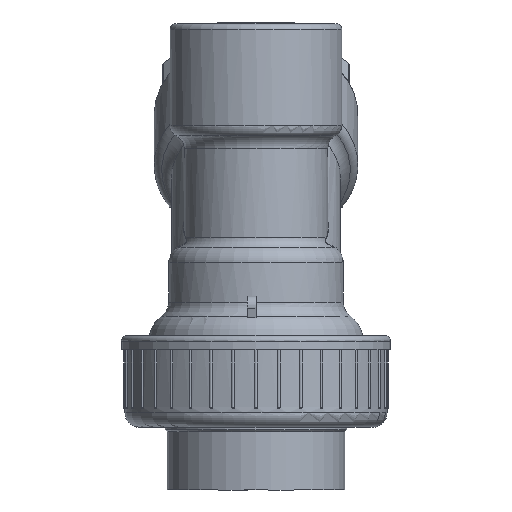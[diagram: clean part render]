
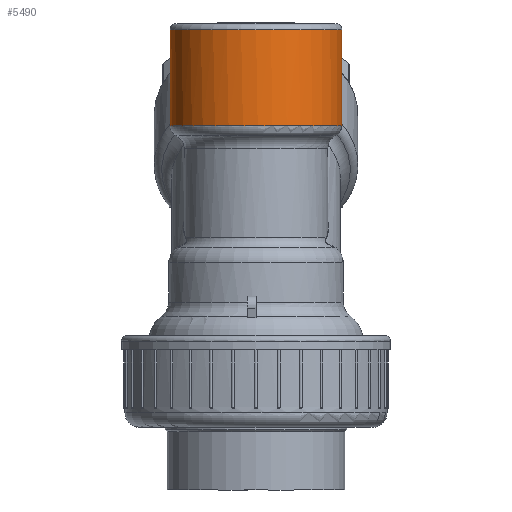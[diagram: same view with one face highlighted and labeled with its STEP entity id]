
A CAD part, front view. The second image highlights one B-rep face of the part: STEP entity #5490.
In plain terms, the highlighted cylindrical face has radius 30 mm (diameter 60 mm), a full revolution.
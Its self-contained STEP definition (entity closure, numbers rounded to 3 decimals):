
#78=ELLIPSE('',#7025,31.925,30.);
#254=B_SPLINE_CURVE_WITH_KNOTS('',3,(#16300,#16301,#16302,#16303,#16304,
#16305),.UNSPECIFIED.,.F.,.F.,(4,2,4),(0.,0.5,1.),.UNSPECIFIED.);
#255=B_SPLINE_CURVE_WITH_KNOTS('',3,(#16307,#16308,#16309,#16310,#16311,
#16312),.UNSPECIFIED.,.F.,.F.,(4,2,4),(0.,0.5,1.),.UNSPECIFIED.);
#256=B_SPLINE_CURVE_WITH_KNOTS('',3,(#16314,#16315,#16316,#16317,#16318,
#16319,#16320,#16321,#16322,#16323,#16324,#16325,#16326,#16327,#16328,#16329),
 .UNSPECIFIED.,.F.,.F.,(4,3,3,3,3,4),(0.,0.153,0.307,
0.458,0.688,1.),.UNSPECIFIED.);
#257=B_SPLINE_CURVE_WITH_KNOTS('',3,(#16331,#16332,#16333,#16334),
 .UNSPECIFIED.,.F.,.F.,(4,4),(0.,1.),.UNSPECIFIED.);
#258=B_SPLINE_CURVE_WITH_KNOTS('',3,(#16335,#16336,#16337,#16338),
 .UNSPECIFIED.,.F.,.F.,(4,4),(0.,1.),.UNSPECIFIED.);
#259=B_SPLINE_CURVE_WITH_KNOTS('',3,(#16340,#16341,#16342,#16343,#16344,
#16345,#16346,#16347,#16348,#16349,#16350,#16351,#16352,#16353,#16354,#16355),
 .UNSPECIFIED.,.F.,.F.,(4,3,3,3,3,4),(0.,0.312,0.526,
0.699,0.872,1.),.UNSPECIFIED.);
#260=B_SPLINE_CURVE_WITH_KNOTS('',3,(#16357,#16358,#16359,#16360,#16361,
#16362),.UNSPECIFIED.,.F.,.F.,(4,2,4),(0.,0.5,1.),.UNSPECIFIED.);
#261=B_SPLINE_CURVE_WITH_KNOTS('',3,(#16364,#16365,#16366,#16367,#16368,
#16369),.UNSPECIFIED.,.F.,.F.,(4,2,4),(0.,0.5,1.),.UNSPECIFIED.);
#844=LINE('',#16297,#1146);
#845=LINE('',#16371,#1147);
#1146=VECTOR('',#8533,1.);
#1147=VECTOR('',#8534,1.);
#1459=CYLINDRICAL_SURFACE('',#7026,30.);
#1837=EDGE_LOOP('',(#3292,#3293,#3294,#3295,#3296,#3297,#3298,#3299,#3300,
#3301,#3302,#3303));
#1838=EDGE_LOOP('',(#3304));
#3292=ORIENTED_EDGE('',*,*,#4512,.F.);
#3293=ORIENTED_EDGE('',*,*,#4513,.T.);
#3294=ORIENTED_EDGE('',*,*,#4514,.T.);
#3295=ORIENTED_EDGE('',*,*,#4515,.T.);
#3296=ORIENTED_EDGE('',*,*,#4516,.T.);
#3297=ORIENTED_EDGE('',*,*,#4472,.T.);
#3298=ORIENTED_EDGE('',*,*,#4517,.T.);
#3299=ORIENTED_EDGE('',*,*,#4518,.T.);
#3300=ORIENTED_EDGE('',*,*,#4519,.T.);
#3301=ORIENTED_EDGE('',*,*,#4520,.T.);
#3302=ORIENTED_EDGE('',*,*,#4521,.T.);
#3303=ORIENTED_EDGE('',*,*,#4522,.T.);
#3304=ORIENTED_EDGE('',*,*,#4510,.T.);
#4472=EDGE_CURVE('',#6343,#6344,#4989,.T.);
#4510=EDGE_CURVE('',#6371,#6371,#5004,.T.);
#4512=EDGE_CURVE('',#6373,#6374,#844,.T.);
#4513=EDGE_CURVE('',#6373,#6375,#254,.T.);
#4514=EDGE_CURVE('',#6375,#6376,#255,.T.);
#4515=EDGE_CURVE('',#6376,#6377,#256,.T.);
#4516=EDGE_CURVE('',#6377,#6343,#257,.T.);
#4517=EDGE_CURVE('',#6344,#6378,#258,.T.);
#4518=EDGE_CURVE('',#6378,#6379,#259,.T.);
#4519=EDGE_CURVE('',#6379,#6380,#260,.T.);
#4520=EDGE_CURVE('',#6380,#6381,#261,.T.);
#4521=EDGE_CURVE('',#6381,#6382,#845,.T.);
#4522=EDGE_CURVE('',#6382,#6374,#78,.T.);
#4989=CIRCLE('',#6990,30.);
#5004=CIRCLE('',#7021,30.);
#5490=ADVANCED_FACE('',(#5811,#5812),#1459,.T.);
#5811=FACE_BOUND('',#1837,.T.);
#5812=FACE_BOUND('',#1838,.T.);
#6343=VERTEX_POINT('',#14267);
#6344=VERTEX_POINT('',#14268);
#6371=VERTEX_POINT('',#16292);
#6373=VERTEX_POINT('',#16298);
#6374=VERTEX_POINT('',#16299);
#6375=VERTEX_POINT('',#16306);
#6376=VERTEX_POINT('',#16313);
#6377=VERTEX_POINT('',#16330);
#6378=VERTEX_POINT('',#16339);
#6379=VERTEX_POINT('',#16356);
#6380=VERTEX_POINT('',#16363);
#6381=VERTEX_POINT('',#16370);
#6382=VERTEX_POINT('',#16372);
#6990=AXIS2_PLACEMENT_3D('',#14266,#8459,#8460);
#7021=AXIS2_PLACEMENT_3D('',#16291,#8525,#8526);
#7025=AXIS2_PLACEMENT_3D('',#16373,#8535,#8536);
#7026=AXIS2_PLACEMENT_3D('',#16374,#8537,#8538);
#8459=DIRECTION('',(0.,0.,1.));
#8460=DIRECTION('',(-1.,0.,0.));
#8525=DIRECTION('',(0.,0.,-1.));
#8526=DIRECTION('',(1.,0.,0.));
#8533=DIRECTION('',(0.,0.,1.));
#8534=DIRECTION('',(0.,0.,1.));
#8535=DIRECTION('',(0.,0.342,0.94));
#8536=DIRECTION('',(0.,-0.94,0.342));
#8537=DIRECTION('',(0.,0.,1.));
#8538=DIRECTION('',(1.,0.,0.));
#14266=CARTESIAN_POINT('',(0.,455.,84.));
#14267=CARTESIAN_POINT('',(-16.33,480.166,84.));
#14268=CARTESIAN_POINT('',(16.33,480.166,84.));
#16291=CARTESIAN_POINT('',(0.,455.,117.5));
#16292=CARTESIAN_POINT('',(30.,455.,117.5));
#16297=CARTESIAN_POINT('',(-1.5,484.962,80.));
#16298=CARTESIAN_POINT('',(-1.5,484.962,103.03));
#16299=CARTESIAN_POINT('',(-1.5,484.962,110.055));
#16300=CARTESIAN_POINT('',(-1.5,484.962,103.03));
#16301=CARTESIAN_POINT('',(-4.19,484.828,102.753));
#16302=CARTESIAN_POINT('',(-6.692,484.334,101.735));
#16303=CARTESIAN_POINT('',(-11.072,482.976,98.96));
#16304=CARTESIAN_POINT('',(-12.959,482.125,97.228));
#16305=CARTESIAN_POINT('',(-14.634,481.189,95.344));
#16306=CARTESIAN_POINT('',(-14.634,481.189,95.344));
#16307=CARTESIAN_POINT('',(-14.634,481.189,95.344));
#16308=CARTESIAN_POINT('',(-15.305,480.814,94.59));
#16309=CARTESIAN_POINT('',(-15.795,480.506,93.632));
#16310=CARTESIAN_POINT('',(-16.089,480.321,91.515));
#16311=CARTESIAN_POINT('',(-15.838,480.492,90.354));
#16312=CARTESIAN_POINT('',(-15.133,480.904,89.643));
#16313=CARTESIAN_POINT('',(-15.133,480.904,89.643));
#16314=CARTESIAN_POINT('',(-15.133,480.904,89.643));
#16315=CARTESIAN_POINT('',(-14.973,480.997,89.482));
#16316=CARTESIAN_POINT('',(-14.833,481.077,89.288));
#16317=CARTESIAN_POINT('',(-14.727,481.137,89.076));
#16318=CARTESIAN_POINT('',(-14.619,481.198,88.861));
#16319=CARTESIAN_POINT('',(-14.543,481.24,88.622));
#16320=CARTESIAN_POINT('',(-14.502,481.262,88.378));
#16321=CARTESIAN_POINT('',(-14.463,481.284,88.14));
#16322=CARTESIAN_POINT('',(-14.456,481.287,87.892));
#16323=CARTESIAN_POINT('',(-14.476,481.276,87.651));
#16324=CARTESIAN_POINT('',(-14.507,481.26,87.282));
#16325=CARTESIAN_POINT('',(-14.598,481.209,86.918));
#16326=CARTESIAN_POINT('',(-14.726,481.137,86.579));
#16327=CARTESIAN_POINT('',(-14.898,481.04,86.12));
#16328=CARTESIAN_POINT('',(-15.139,480.902,85.692));
#16329=CARTESIAN_POINT('',(-15.416,480.736,85.311));
#16330=CARTESIAN_POINT('',(-15.416,480.736,85.311));
#16331=CARTESIAN_POINT('',(-15.416,480.736,85.311));
#16332=CARTESIAN_POINT('',(-15.729,480.548,84.879));
#16333=CARTESIAN_POINT('',(-16.034,480.358,84.442));
#16334=CARTESIAN_POINT('',(-16.33,480.166,84.));
#16335=CARTESIAN_POINT('',(16.33,480.166,84.));
#16336=CARTESIAN_POINT('',(16.034,480.358,84.442));
#16337=CARTESIAN_POINT('',(15.729,480.548,84.879));
#16338=CARTESIAN_POINT('',(15.416,480.736,85.311));
#16339=CARTESIAN_POINT('',(15.416,480.736,85.311));
#16340=CARTESIAN_POINT('',(15.416,480.736,85.311));
#16341=CARTESIAN_POINT('',(15.138,480.902,85.693));
#16342=CARTESIAN_POINT('',(14.897,481.041,86.122));
#16343=CARTESIAN_POINT('',(14.725,481.138,86.582));
#16344=CARTESIAN_POINT('',(14.606,481.204,86.897));
#16345=CARTESIAN_POINT('',(14.519,481.253,87.233));
#16346=CARTESIAN_POINT('',(14.483,481.272,87.574));
#16347=CARTESIAN_POINT('',(14.454,481.288,87.849));
#16348=CARTESIAN_POINT('',(14.459,481.286,88.133));
#16349=CARTESIAN_POINT('',(14.507,481.259,88.404));
#16350=CARTESIAN_POINT('',(14.554,481.233,88.676));
#16351=CARTESIAN_POINT('',(14.648,481.181,88.942));
#16352=CARTESIAN_POINT('',(14.779,481.107,89.174));
#16353=CARTESIAN_POINT('',(14.877,481.051,89.348));
#16354=CARTESIAN_POINT('',(14.998,480.982,89.507));
#16355=CARTESIAN_POINT('',(15.133,480.904,89.643));
#16356=CARTESIAN_POINT('',(15.133,480.904,89.643));
#16357=CARTESIAN_POINT('',(15.133,480.904,89.643));
#16358=CARTESIAN_POINT('',(15.84,480.49,90.357));
#16359=CARTESIAN_POINT('',(16.09,480.321,91.518));
#16360=CARTESIAN_POINT('',(15.792,480.507,93.641));
#16361=CARTESIAN_POINT('',(15.306,480.813,94.589));
#16362=CARTESIAN_POINT('',(14.634,481.189,95.344));
#16363=CARTESIAN_POINT('',(14.634,481.189,95.344));
#16364=CARTESIAN_POINT('',(14.634,481.189,95.344));
#16365=CARTESIAN_POINT('',(12.959,482.125,97.228));
#16366=CARTESIAN_POINT('',(11.072,482.976,98.96));
#16367=CARTESIAN_POINT('',(6.692,484.334,101.735));
#16368=CARTESIAN_POINT('',(4.19,484.828,102.753));
#16369=CARTESIAN_POINT('',(1.5,484.962,103.03));
#16370=CARTESIAN_POINT('',(1.5,484.962,103.03));
#16371=CARTESIAN_POINT('',(1.5,484.962,80.));
#16372=CARTESIAN_POINT('',(1.5,484.962,110.055));
#16373=CARTESIAN_POINT('',(0.,455.,120.96));
#16374=CARTESIAN_POINT('',(0.,455.,80.));
